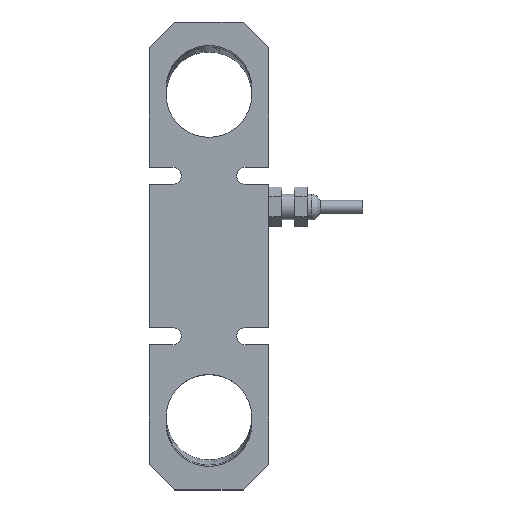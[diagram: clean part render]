
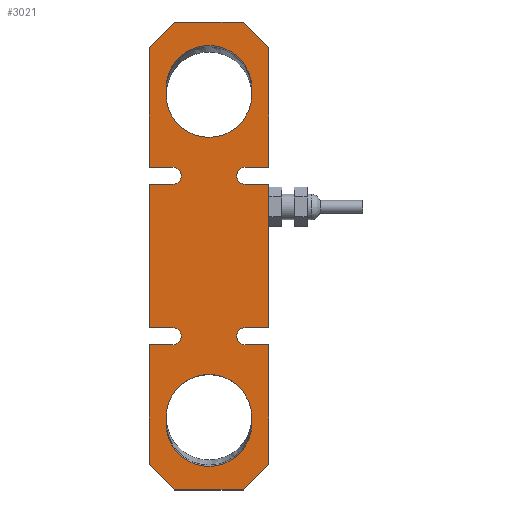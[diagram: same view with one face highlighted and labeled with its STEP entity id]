
A CAD part, top view. The second image highlights one B-rep face of the part: STEP entity #3021.
In plain terms, the highlighted planar face has unit normal (0, 0, 1).
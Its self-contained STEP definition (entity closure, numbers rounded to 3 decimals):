
#246=FACE_BOUND('',#1126,.T.);
#247=FACE_BOUND('',#1127,.T.);
#284=PLANE('',#3246);
#420=LINE('',#10435,#620);
#428=LINE('',#10455,#628);
#456=LINE('',#10523,#656);
#458=LINE('',#10527,#658);
#459=LINE('',#10531,#659);
#460=LINE('',#10533,#660);
#461=LINE('',#10535,#661);
#462=LINE('',#10537,#662);
#463=LINE('',#10539,#663);
#464=LINE('',#10543,#664);
#465=LINE('',#10545,#665);
#466=LINE('',#10547,#666);
#467=LINE('',#10551,#667);
#468=LINE('',#10553,#668);
#469=LINE('',#10555,#669);
#470=LINE('',#10557,#670);
#471=LINE('',#10559,#671);
#472=LINE('',#10561,#672);
#473=LINE('',#10563,#673);
#474=LINE('',#10567,#674);
#475=LINE('',#10569,#675);
#476=LINE('',#10571,#676);
#477=LINE('',#10575,#677);
#478=LINE('',#10576,#678);
#620=VECTOR('',#3725,10.);
#628=VECTOR('',#3745,10.);
#656=VECTOR('',#3797,10.);
#658=VECTOR('',#3801,10.);
#659=VECTOR('',#3804,10.);
#660=VECTOR('',#3805,10.);
#661=VECTOR('',#3806,10.);
#662=VECTOR('',#3807,10.);
#663=VECTOR('',#3808,10.);
#664=VECTOR('',#3811,10.);
#665=VECTOR('',#3812,10.);
#666=VECTOR('',#3813,10.);
#667=VECTOR('',#3816,10.);
#668=VECTOR('',#3817,10.);
#669=VECTOR('',#3818,10.);
#670=VECTOR('',#3819,10.);
#671=VECTOR('',#3820,10.);
#672=VECTOR('',#3821,10.);
#673=VECTOR('',#3822,10.);
#674=VECTOR('',#3825,10.);
#675=VECTOR('',#3826,10.);
#676=VECTOR('',#3827,10.);
#677=VECTOR('',#3830,10.);
#678=VECTOR('',#3831,10.);
#942=FACE_OUTER_BOUND('',#1125,.T.);
#1125=EDGE_LOOP('',(#2696,#2697,#2698,#2699,#2700,#2701,#2702,#2703,#2704,
#2705,#2706,#2707,#2708,#2709,#2710,#2711,#2712,#2713,#2714,#2715,#2716,
#2717,#2718,#2719));
#1126=EDGE_LOOP('',(#2720,#2721,#2722,#2723));
#1127=EDGE_LOOP('',(#2724,#2725,#2726,#2727));
#1215=CIRCLE('',#3228,10.);
#1217=CIRCLE('',#3234,10.);
#1224=CIRCLE('',#3247,2.);
#1225=CIRCLE('',#3248,2.);
#1226=CIRCLE('',#3249,2.);
#1227=CIRCLE('',#3250,2.);
#1228=CIRCLE('',#3251,10.);
#1229=CIRCLE('',#3252,10.);
#1456=VERTEX_POINT('',#10432);
#1457=VERTEX_POINT('',#10434);
#1458=VERTEX_POINT('',#10438);
#1462=VERTEX_POINT('',#10452);
#1463=VERTEX_POINT('',#10454);
#1464=VERTEX_POINT('',#10458);
#1491=VERTEX_POINT('',#10521);
#1492=VERTEX_POINT('',#10525);
#1493=VERTEX_POINT('',#10529);
#1494=VERTEX_POINT('',#10530);
#1495=VERTEX_POINT('',#10532);
#1496=VERTEX_POINT('',#10534);
#1497=VERTEX_POINT('',#10536);
#1498=VERTEX_POINT('',#10538);
#1499=VERTEX_POINT('',#10540);
#1500=VERTEX_POINT('',#10542);
#1501=VERTEX_POINT('',#10544);
#1502=VERTEX_POINT('',#10546);
#1503=VERTEX_POINT('',#10548);
#1504=VERTEX_POINT('',#10550);
#1505=VERTEX_POINT('',#10552);
#1506=VERTEX_POINT('',#10554);
#1507=VERTEX_POINT('',#10556);
#1508=VERTEX_POINT('',#10558);
#1509=VERTEX_POINT('',#10560);
#1510=VERTEX_POINT('',#10562);
#1511=VERTEX_POINT('',#10564);
#1512=VERTEX_POINT('',#10566);
#1513=VERTEX_POINT('',#10568);
#1514=VERTEX_POINT('',#10570);
#1515=VERTEX_POINT('',#10572);
#1516=VERTEX_POINT('',#10574);
#1868=EDGE_CURVE('',#1457,#1456,#420,.T.);
#1871=EDGE_CURVE('',#1456,#1458,#1215,.T.);
#1878=EDGE_CURVE('',#1463,#1462,#428,.T.);
#1881=EDGE_CURVE('',#1462,#1464,#1217,.T.);
#1913=EDGE_CURVE('',#1464,#1491,#456,.T.);
#1915=EDGE_CURVE('',#1458,#1492,#458,.T.);
#1916=EDGE_CURVE('',#1493,#1494,#459,.T.);
#1917=EDGE_CURVE('',#1493,#1495,#460,.T.);
#1918=EDGE_CURVE('',#1496,#1495,#461,.T.);
#1919=EDGE_CURVE('',#1496,#1497,#462,.T.);
#1920=EDGE_CURVE('',#1497,#1498,#463,.T.);
#1921=EDGE_CURVE('',#1498,#1499,#1224,.T.);
#1922=EDGE_CURVE('',#1499,#1500,#464,.T.);
#1923=EDGE_CURVE('',#1500,#1501,#465,.T.);
#1924=EDGE_CURVE('',#1501,#1502,#466,.T.);
#1925=EDGE_CURVE('',#1502,#1503,#1225,.T.);
#1926=EDGE_CURVE('',#1503,#1504,#467,.T.);
#1927=EDGE_CURVE('',#1504,#1505,#468,.T.);
#1928=EDGE_CURVE('',#1506,#1505,#469,.T.);
#1929=EDGE_CURVE('',#1506,#1507,#470,.T.);
#1930=EDGE_CURVE('',#1508,#1507,#471,.T.);
#1931=EDGE_CURVE('',#1508,#1509,#472,.T.);
#1932=EDGE_CURVE('',#1509,#1510,#473,.T.);
#1933=EDGE_CURVE('',#1510,#1511,#1226,.T.);
#1934=EDGE_CURVE('',#1511,#1512,#474,.T.);
#1935=EDGE_CURVE('',#1512,#1513,#475,.T.);
#1936=EDGE_CURVE('',#1513,#1514,#476,.T.);
#1937=EDGE_CURVE('',#1514,#1515,#1227,.T.);
#1938=EDGE_CURVE('',#1515,#1516,#477,.T.);
#1939=EDGE_CURVE('',#1516,#1494,#478,.T.);
#1940=EDGE_CURVE('',#1491,#1463,#1228,.T.);
#1941=EDGE_CURVE('',#1492,#1457,#1229,.T.);
#2696=ORIENTED_EDGE('',*,*,#1916,.F.);
#2697=ORIENTED_EDGE('',*,*,#1917,.T.);
#2698=ORIENTED_EDGE('',*,*,#1918,.F.);
#2699=ORIENTED_EDGE('',*,*,#1919,.T.);
#2700=ORIENTED_EDGE('',*,*,#1920,.T.);
#2701=ORIENTED_EDGE('',*,*,#1921,.T.);
#2702=ORIENTED_EDGE('',*,*,#1922,.T.);
#2703=ORIENTED_EDGE('',*,*,#1923,.T.);
#2704=ORIENTED_EDGE('',*,*,#1924,.T.);
#2705=ORIENTED_EDGE('',*,*,#1925,.T.);
#2706=ORIENTED_EDGE('',*,*,#1926,.T.);
#2707=ORIENTED_EDGE('',*,*,#1927,.T.);
#2708=ORIENTED_EDGE('',*,*,#1928,.F.);
#2709=ORIENTED_EDGE('',*,*,#1929,.T.);
#2710=ORIENTED_EDGE('',*,*,#1930,.F.);
#2711=ORIENTED_EDGE('',*,*,#1931,.T.);
#2712=ORIENTED_EDGE('',*,*,#1932,.T.);
#2713=ORIENTED_EDGE('',*,*,#1933,.T.);
#2714=ORIENTED_EDGE('',*,*,#1934,.T.);
#2715=ORIENTED_EDGE('',*,*,#1935,.T.);
#2716=ORIENTED_EDGE('',*,*,#1936,.T.);
#2717=ORIENTED_EDGE('',*,*,#1937,.T.);
#2718=ORIENTED_EDGE('',*,*,#1938,.T.);
#2719=ORIENTED_EDGE('',*,*,#1939,.T.);
#2720=ORIENTED_EDGE('',*,*,#1878,.T.);
#2721=ORIENTED_EDGE('',*,*,#1881,.T.);
#2722=ORIENTED_EDGE('',*,*,#1913,.T.);
#2723=ORIENTED_EDGE('',*,*,#1940,.T.);
#2724=ORIENTED_EDGE('',*,*,#1915,.T.);
#2725=ORIENTED_EDGE('',*,*,#1941,.T.);
#2726=ORIENTED_EDGE('',*,*,#1868,.T.);
#2727=ORIENTED_EDGE('',*,*,#1871,.T.);
#3021=ADVANCED_FACE('',(#942,#246,#247),#284,.T.);
#3228=AXIS2_PLACEMENT_3D('',#10440,#3730,#3731);
#3234=AXIS2_PLACEMENT_3D('',#10460,#3750,#3751);
#3246=AXIS2_PLACEMENT_3D('',#10528,#3802,#3803);
#3247=AXIS2_PLACEMENT_3D('',#10541,#3809,#3810);
#3248=AXIS2_PLACEMENT_3D('',#10549,#3814,#3815);
#3249=AXIS2_PLACEMENT_3D('',#10565,#3823,#3824);
#3250=AXIS2_PLACEMENT_3D('',#10573,#3828,#3829);
#3251=AXIS2_PLACEMENT_3D('',#10577,#3832,#3833);
#3252=AXIS2_PLACEMENT_3D('',#10578,#3834,#3835);
#3725=DIRECTION('',(0.,1.,0.));
#3730=DIRECTION('center_axis',(0.,0.,-1.));
#3731=DIRECTION('ref_axis',(1.,0.,0.));
#3745=DIRECTION('',(0.,-1.,0.));
#3750=DIRECTION('center_axis',(0.,0.,-1.));
#3751=DIRECTION('ref_axis',(1.,0.,0.));
#3797=DIRECTION('',(0.,1.,0.));
#3801=DIRECTION('',(0.,-1.,0.));
#3802=DIRECTION('center_axis',(0.,0.,1.));
#3803=DIRECTION('ref_axis',(1.,0.,0.));
#3804=DIRECTION('',(-0.707,0.707,0.));
#3805=DIRECTION('',(1.,0.,0.));
#3806=DIRECTION('',(-0.707,-0.707,0.));
#3807=DIRECTION('',(0.,1.,0.));
#3808=DIRECTION('',(-1.,0.,0.));
#3809=DIRECTION('center_axis',(0.,0.,-1.));
#3810=DIRECTION('ref_axis',(1.,0.,0.));
#3811=DIRECTION('',(1.,0.,0.));
#3812=DIRECTION('',(0.,1.,0.));
#3813=DIRECTION('',(-1.,0.,0.));
#3814=DIRECTION('center_axis',(0.,0.,-1.));
#3815=DIRECTION('ref_axis',(1.,0.,0.));
#3816=DIRECTION('',(1.,0.,0.));
#3817=DIRECTION('',(0.,1.,0.));
#3818=DIRECTION('',(0.707,-0.707,0.));
#3819=DIRECTION('',(-1.,0.,0.));
#3820=DIRECTION('',(0.707,0.707,0.));
#3821=DIRECTION('',(0.,-1.,0.));
#3822=DIRECTION('',(1.,0.,0.));
#3823=DIRECTION('center_axis',(0.,0.,-1.));
#3824=DIRECTION('ref_axis',(1.,0.,0.));
#3825=DIRECTION('',(-1.,0.,0.));
#3826=DIRECTION('',(0.,-1.,0.));
#3827=DIRECTION('',(1.,0.,0.));
#3828=DIRECTION('center_axis',(0.,0.,-1.));
#3829=DIRECTION('ref_axis',(1.,0.,0.));
#3830=DIRECTION('',(-1.,0.,0.));
#3831=DIRECTION('',(0.,-1.,0.));
#3832=DIRECTION('center_axis',(0.,0.,-1.));
#3833=DIRECTION('ref_axis',(1.,0.,0.));
#3834=DIRECTION('center_axis',(0.,0.,-1.));
#3835=DIRECTION('ref_axis',(1.,0.,0.));
#10432=CARTESIAN_POINT('',(-10.,39.25,7.5));
#10434=CARTESIAN_POINT('',(-10.,37.75,7.5));
#10435=CARTESIAN_POINT('',(-10.,18.875,7.5));
#10438=CARTESIAN_POINT('',(10.,39.25,7.5));
#10440=CARTESIAN_POINT('Origin',(0.,39.25,7.5));
#10452=CARTESIAN_POINT('',(10.,-39.25,7.5));
#10454=CARTESIAN_POINT('',(10.,-37.75,7.5));
#10455=CARTESIAN_POINT('',(10.,-18.875,7.5));
#10458=CARTESIAN_POINT('',(-10.,-39.25,7.5));
#10460=CARTESIAN_POINT('Origin',(0.,-39.25,7.5));
#10521=CARTESIAN_POINT('',(-10.,-37.75,7.5));
#10523=CARTESIAN_POINT('',(-10.,-19.625,7.5));
#10525=CARTESIAN_POINT('',(10.,37.75,7.5));
#10527=CARTESIAN_POINT('',(10.,19.625,7.5));
#10528=CARTESIAN_POINT('Origin',(0.,0.,7.5));
#10529=CARTESIAN_POINT('',(-8.,-54.75,7.5));
#10530=CARTESIAN_POINT('',(-14.,-48.75,7.5));
#10531=CARTESIAN_POINT('',(-21.188,-41.563,7.5));
#10532=CARTESIAN_POINT('',(8.,-54.75,7.5));
#10533=CARTESIAN_POINT('',(14.,-54.75,7.5));
#10534=CARTESIAN_POINT('',(14.,-48.75,7.5));
#10535=CARTESIAN_POINT('',(21.188,-41.563,7.5));
#10536=CARTESIAN_POINT('',(14.,-20.75,7.5));
#10537=CARTESIAN_POINT('',(14.,54.75,7.5));
#10538=CARTESIAN_POINT('',(8.5,-20.75,7.5));
#10539=CARTESIAN_POINT('',(8.5,-20.75,7.5));
#10540=CARTESIAN_POINT('',(8.5,-16.75,7.5));
#10541=CARTESIAN_POINT('Origin',(8.5,-18.75,7.5));
#10542=CARTESIAN_POINT('',(14.,-16.75,7.5));
#10543=CARTESIAN_POINT('',(8.5,-16.75,7.5));
#10544=CARTESIAN_POINT('',(14.,16.75,7.5));
#10545=CARTESIAN_POINT('',(14.,54.75,7.5));
#10546=CARTESIAN_POINT('',(8.5,16.75,7.5));
#10547=CARTESIAN_POINT('',(8.5,16.75,7.5));
#10548=CARTESIAN_POINT('',(8.5,20.75,7.5));
#10549=CARTESIAN_POINT('Origin',(8.5,18.75,7.5));
#10550=CARTESIAN_POINT('',(14.,20.75,7.5));
#10551=CARTESIAN_POINT('',(8.5,20.75,7.5));
#10552=CARTESIAN_POINT('',(14.,48.75,7.5));
#10553=CARTESIAN_POINT('',(14.,54.75,7.5));
#10554=CARTESIAN_POINT('',(8.,54.75,7.5));
#10555=CARTESIAN_POINT('',(21.188,41.563,7.5));
#10556=CARTESIAN_POINT('',(-8.,54.75,7.5));
#10557=CARTESIAN_POINT('',(-14.,54.75,7.5));
#10558=CARTESIAN_POINT('',(-14.,48.75,7.5));
#10559=CARTESIAN_POINT('',(-21.188,41.563,7.5));
#10560=CARTESIAN_POINT('',(-14.,20.75,7.5));
#10561=CARTESIAN_POINT('',(-14.,-54.75,7.5));
#10562=CARTESIAN_POINT('',(-8.5,20.75,7.5));
#10563=CARTESIAN_POINT('',(-8.5,20.75,7.5));
#10564=CARTESIAN_POINT('',(-8.5,16.75,7.5));
#10565=CARTESIAN_POINT('Origin',(-8.5,18.75,7.5));
#10566=CARTESIAN_POINT('',(-14.,16.75,7.5));
#10567=CARTESIAN_POINT('',(-8.5,16.75,7.5));
#10568=CARTESIAN_POINT('',(-14.,-16.75,7.5));
#10569=CARTESIAN_POINT('',(-14.,-54.75,7.5));
#10570=CARTESIAN_POINT('',(-8.5,-16.75,7.5));
#10571=CARTESIAN_POINT('',(-8.5,-16.75,7.5));
#10572=CARTESIAN_POINT('',(-8.5,-20.75,7.5));
#10573=CARTESIAN_POINT('Origin',(-8.5,-18.75,7.5));
#10574=CARTESIAN_POINT('',(-14.,-20.75,7.5));
#10575=CARTESIAN_POINT('',(-8.5,-20.75,7.5));
#10576=CARTESIAN_POINT('',(-14.,-54.75,7.5));
#10577=CARTESIAN_POINT('Origin',(0.,-37.75,7.5));
#10578=CARTESIAN_POINT('Origin',(0.,37.75,7.5));
